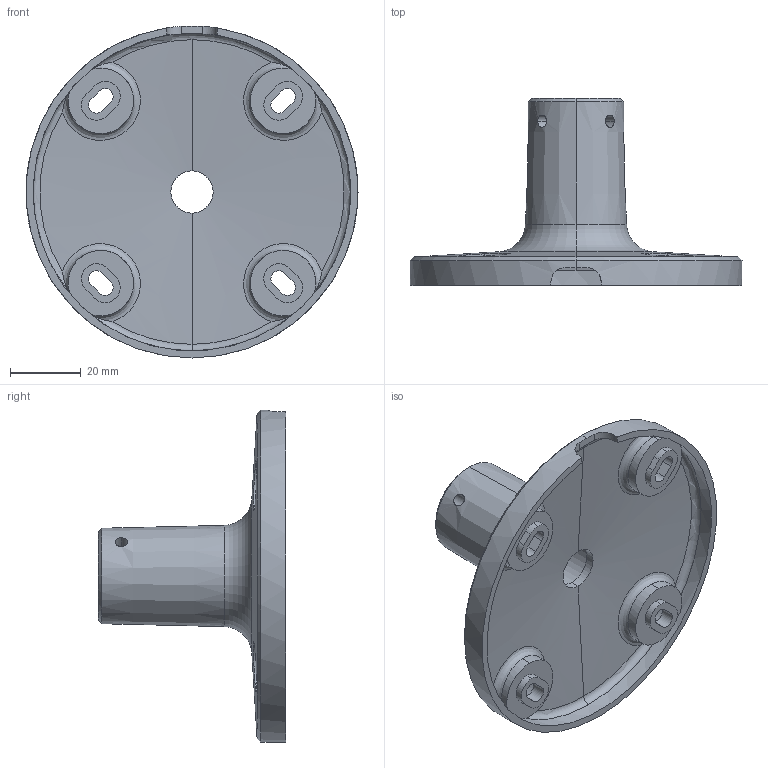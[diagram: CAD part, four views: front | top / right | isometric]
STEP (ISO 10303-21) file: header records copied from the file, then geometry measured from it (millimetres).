
FILE_DESCRIPTION (( 'STEP AP214' ), '1' );
FILE_NAME ('SZ-011.step', '2016-10-25T14:47:07', ( '' ), ( '' ), 'SwSTEP 2.0', 'SolidWorks 2016', '' );
FILE_SCHEMA (( 'AUTOMOTIVE_DESIGN' ));
Length unit declared in the file: millimetre
Products named in the file (1): SZ-011
Bounding box: 94 x 53 x 94 mm (x, y, z)
Volume: 36639.6 mm3; surface area: 24974.4 mm2
Topology: 1 solids, 1 shells, 112 faces, 293 edges, 191 vertices
Faces by surface type: cylinder 57, plane 34, cone 10, torus 7, bspline 4
Entity records: 5826 total; most frequent: CARTESIAN_POINT 3019, ORIENTED_EDGE 586, DIRECTION 570, EDGE_CURVE 293, AXIS2_PLACEMENT_3D 222, VERTEX_POINT 191, EDGE_LOOP 134, LINE 126
